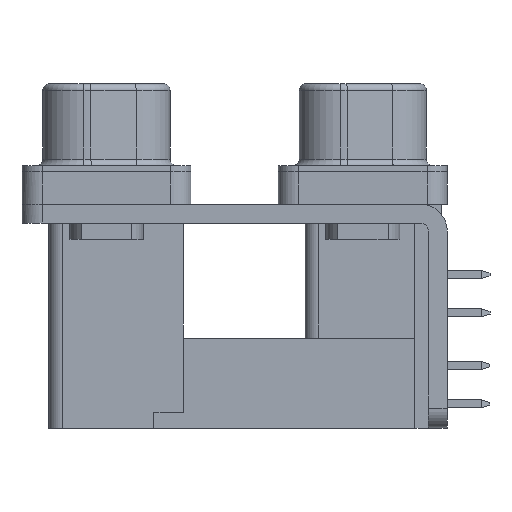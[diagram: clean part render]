
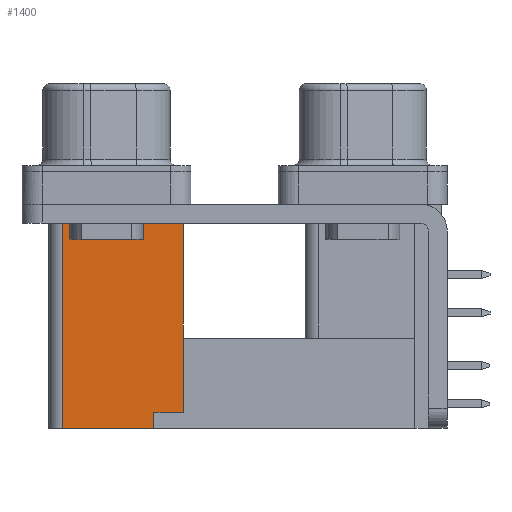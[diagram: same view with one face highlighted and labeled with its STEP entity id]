
A CAD part, left-side view. The second image highlights one B-rep face of the part: STEP entity #1400.
In plain terms, the highlighted planar face has unit normal (-1, 0, 0).
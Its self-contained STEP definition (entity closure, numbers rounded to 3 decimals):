
#633 = LINE ( 'NONE', #7224, #640 ) ;
#635 = LINE ( 'NONE', #7197, #644 ) ;
#640 = VECTOR ( 'NONE', #7193, 1000. ) ;
#644 = VECTOR ( 'NONE', #7183, 1000. ) ;
#1400 = ADVANCED_FACE ( 'NONE', ( #8655 ), #10370, .F. ) ;
#1523 = EDGE_CURVE ( 'NONE', #10962, #13589, #9969, .T. ) ;
#1858 = EDGE_CURVE ( 'NONE', #13589, #9774, #633, .T. ) ;
#1860 = EDGE_CURVE ( 'NONE', #10983, #10970, #635, .T. ) ;
#1978 = EDGE_CURVE ( 'NONE', #10983, #13695, #11119, .T. ) ;
#2465 = DIRECTION ( 'NONE',  ( 0., -1., 0. ) ) ;
#2469 = CARTESIAN_POINT ( 'NONE',  ( -8.71, 13.323, -18.351 ) ) ;
#2498 = DIRECTION ( 'NONE',  ( 0., 0., 1. ) ) ;
#2502 = CARTESIAN_POINT ( 'NONE',  ( -8.71, 22.323, -59.086 ) ) ;
#2563 = DIRECTION ( 'NONE',  ( 0., 1., 0. ) ) ;
#2572 = CARTESIAN_POINT ( 'NONE',  ( -8.71, 22.323, -2.85 ) ) ;
#2636 = CARTESIAN_POINT ( 'NONE',  ( -8.71, 15.523, -19.5 ) ) ;
#2664 = CARTESIAN_POINT ( 'NONE',  ( -8.71, 22.323, -19.5 ) ) ;
#2680 = CARTESIAN_POINT ( 'NONE',  ( -8.71, 13.323, -18.351 ) ) ;
#3103 = LINE ( 'NONE', #2572, #3107 ) ;
#3107 = VECTOR ( 'NONE', #2563, 1000. ) ;
#3119 = LINE ( 'NONE', #2502, #3122 ) ;
#3122 = VECTOR ( 'NONE', #2498, 1000. ) ;
#3125 = LINE ( 'NONE', #2469, #3128 ) ;
#3128 = VECTOR ( 'NONE', #2465, 1000. ) ;
#3684 = AXIS2_PLACEMENT_3D ( 'NONE', #10345, #10344, #10343 ) ;
#4963 = CARTESIAN_POINT ( 'NONE',  ( -8.71, 22.323, -2.85 ) ) ;
#4969 = CARTESIAN_POINT ( 'NONE',  ( -8.71, 13.323, -2.85 ) ) ;
#6162 = ORIENTED_EDGE ( 'NONE', *, *, #1523, .T. ) ;
#6181 = EDGE_LOOP ( 'NONE', ( #6743, #6611, #6162, #6322, #6704, #6673, #6711 ) ) ;
#6322 = ORIENTED_EDGE ( 'NONE', *, *, #1858, .T. ) ;
#6611 = ORIENTED_EDGE ( 'NONE', *, *, #12273, .T. ) ;
#6673 = ORIENTED_EDGE ( 'NONE', *, *, #12270, .F. ) ;
#6704 = ORIENTED_EDGE ( 'NONE', *, *, #12262, .T. ) ;
#6711 = ORIENTED_EDGE ( 'NONE', *, *, #1860, .F. ) ;
#6743 = ORIENTED_EDGE ( 'NONE', *, *, #1978, .T. ) ;
#6896 = CARTESIAN_POINT ( 'NONE',  ( -8.71, 15.523, -19.501 ) ) ;
#6905 = DIRECTION ( 'NONE',  ( 0., 0., 1. ) ) ;
#7183 = DIRECTION ( 'NONE',  ( 0., 1., 0. ) ) ;
#7193 = DIRECTION ( 'NONE',  ( 0., 0., 1. ) ) ;
#7197 = CARTESIAN_POINT ( 'NONE',  ( -8.71, 22.323, -19.5 ) ) ;
#7224 = CARTESIAN_POINT ( 'NONE',  ( -8.71, 13.323, -59.086 ) ) ;
#8655 = FACE_OUTER_BOUND ( 'NONE', #6181, .T. ) ;
#9774 = VERTEX_POINT ( 'NONE', #4969 ) ;
#9777 = VERTEX_POINT ( 'NONE', #4963 ) ;
#9969 = LINE ( 'NONE', #10294, #9974 ) ;
#9974 = VECTOR ( 'NONE', #10257, 1000. ) ;
#10257 = DIRECTION ( 'NONE',  ( 0., 0., 1. ) ) ;
#10294 = CARTESIAN_POINT ( 'NONE',  ( -8.71, 13.323, -59.086 ) ) ;
#10343 = DIRECTION ( 'NONE',  ( 0., 1., 0. ) ) ;
#10344 = DIRECTION ( 'NONE',  ( 1., 0., 0. ) ) ;
#10345 = CARTESIAN_POINT ( 'NONE',  ( -8.71, 22.323, -59.086 ) ) ;
#10370 = PLANE ( 'NONE',  #3684 ) ;
#10962 = VERTEX_POINT ( 'NONE', #2680 ) ;
#10970 = VERTEX_POINT ( 'NONE', #2664 ) ;
#10983 = VERTEX_POINT ( 'NONE', #2636 ) ;
#11119 = LINE ( 'NONE', #6896, #11122 ) ;
#11122 = VECTOR ( 'NONE', #6905, 1000. ) ;
#12262 = EDGE_CURVE ( 'NONE', #9774, #9777, #3103, .T. ) ;
#12270 = EDGE_CURVE ( 'NONE', #10970, #9777, #3119, .T. ) ;
#12273 = EDGE_CURVE ( 'NONE', #13695, #10962, #3125, .T. ) ;
#13589 = VERTEX_POINT ( 'NONE', #13922 ) ;
#13695 = VERTEX_POINT ( 'NONE', #13887 ) ;
#13887 = CARTESIAN_POINT ( 'NONE',  ( -8.71, 15.523, -18.351 ) ) ;
#13922 = CARTESIAN_POINT ( 'NONE',  ( -8.71, 13.323, -12.801 ) ) ;
